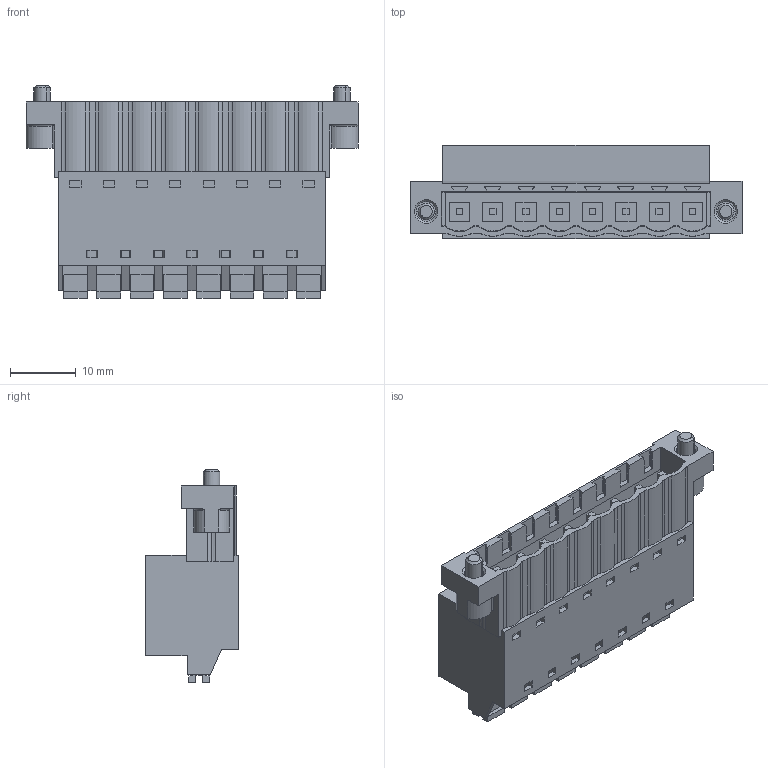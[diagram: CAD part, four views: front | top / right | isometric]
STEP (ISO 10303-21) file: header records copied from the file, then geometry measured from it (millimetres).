
FILE_DESCRIPTION(('CATIA V5 STEP Exchange','CAx-IF Rec.Pracs.--- Model Styling and Organization---1.4--- 2014-01-23'),'2;1');
FILE_NAME ('011724-2_0_1336110000_1336110000.stp','2022-05-23T12:44:12+00:00',('none'),('Weidmueller'),'CATIA Version 5-6 Release 2016 SP3 HF44','CATIA V5 STEP AP214','none');
FILE_SCHEMA(('AUTOMOTIVE_DESIGN { 1 0 10303 214 1 1 1 1 }'));
Length unit declared in the file: millimetre
Products named in the file (1): 1336110000
Bounding box: 50.64 x 14.2 x 32.4 mm (x, y, z)
Volume: 9366.6 mm3; surface area: 8916.1 mm2
Topology: 19 solids, 19 shells, 892 faces, 2343 edges, 1534 vertices
Faces by surface type: plane 748, cylinder 104, cone 20, extrusion 16, torus 4
Entity records: 26045 total; most frequent: CARTESIAN_POINT 5513, ORIENTED_EDGE 4686, DIRECTION 3318, EDGE_CURVE 2343, VECTOR 2057, LINE 2041, VERTEX_POINT 1534, EDGE_LOOP 985
